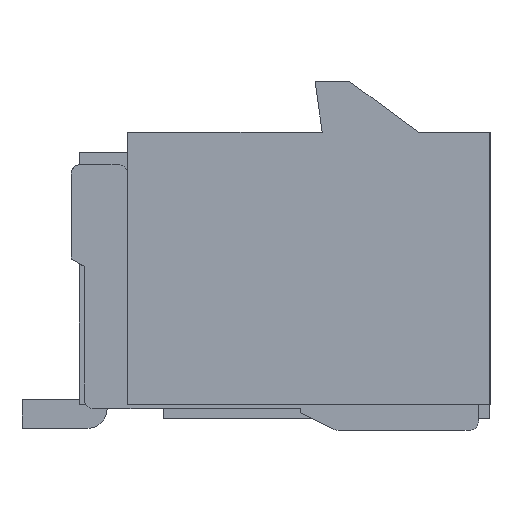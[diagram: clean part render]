
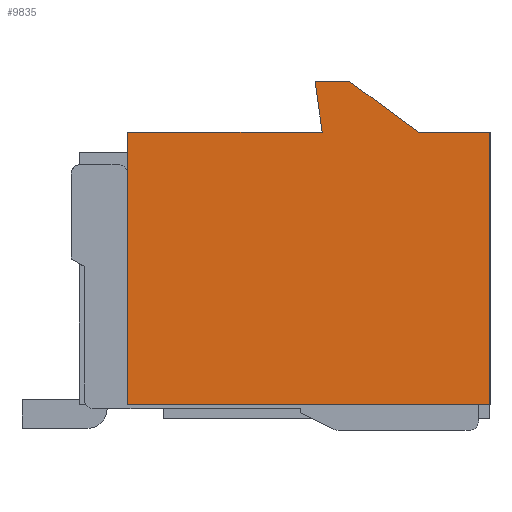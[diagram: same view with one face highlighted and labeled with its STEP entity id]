
A CAD part, left-side view. The second image highlights one B-rep face of the part: STEP entity #9835.
In plain terms, the highlighted planar face has unit normal (-1, 0, 0).
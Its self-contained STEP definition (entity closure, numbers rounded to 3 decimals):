
#911=FACE_OUTER_BOUND('',#1446,.T.);
#1446=EDGE_LOOP('',(#6770,#6771,#6772,#6773,#6774,#6775,#6776,#6777));
#2002=LINE('',#13228,#3136);
#2111=LINE('',#13682,#3245);
#2131=LINE('',#13724,#3265);
#2132=LINE('',#13725,#3266);
#2133=LINE('',#13726,#3267);
#2134=LINE('',#13728,#3268);
#2135=LINE('',#13730,#3269);
#2136=LINE('',#13731,#3270);
#3136=VECTOR('',#10968,1.);
#3245=VECTOR('',#11103,1.);
#3265=VECTOR('',#11133,1.);
#3266=VECTOR('',#11134,1.);
#3267=VECTOR('',#11135,1.);
#3268=VECTOR('',#11136,1.);
#3269=VECTOR('',#11137,1.);
#3270=VECTOR('',#11138,1.);
#4270=VERTEX_POINT('',#13225);
#4271=VERTEX_POINT('',#13227);
#4386=VERTEX_POINT('',#13679);
#4387=VERTEX_POINT('',#13681);
#4403=VERTEX_POINT('',#13722);
#4404=VERTEX_POINT('',#13723);
#4405=VERTEX_POINT('',#13727);
#4406=VERTEX_POINT('',#13729);
#5204=EDGE_CURVE('',#4271,#4270,#2002,.T.);
#5328=EDGE_CURVE('',#4386,#4387,#2111,.T.);
#5348=EDGE_CURVE('',#4403,#4404,#2131,.T.);
#5349=EDGE_CURVE('',#4271,#4403,#2132,.T.);
#5350=EDGE_CURVE('',#4387,#4270,#2133,.T.);
#5351=EDGE_CURVE('',#4386,#4405,#2134,.T.);
#5352=EDGE_CURVE('',#4405,#4406,#2135,.T.);
#5353=EDGE_CURVE('',#4406,#4404,#2136,.T.);
#6770=ORIENTED_EDGE('',*,*,#5348,.F.);
#6771=ORIENTED_EDGE('',*,*,#5349,.F.);
#6772=ORIENTED_EDGE('',*,*,#5204,.T.);
#6773=ORIENTED_EDGE('',*,*,#5350,.F.);
#6774=ORIENTED_EDGE('',*,*,#5328,.F.);
#6775=ORIENTED_EDGE('',*,*,#5351,.T.);
#6776=ORIENTED_EDGE('',*,*,#5352,.T.);
#6777=ORIENTED_EDGE('',*,*,#5353,.T.);
#9441=PLANE('',#10410);
#9835=ADVANCED_FACE('',(#911),#9441,.F.);
#10410=AXIS2_PLACEMENT_3D('',#13721,#11131,#11132);
#10968=DIRECTION('',(0.,-1.,0.));
#11103=DIRECTION('',(0.,-1.,0.));
#11131=DIRECTION('center_axis',(1.,0.,0.));
#11132=DIRECTION('ref_axis',(0.,1.,0.));
#11133=DIRECTION('',(0.,-1.,0.));
#11134=DIRECTION('',(0.,0.,1.));
#11135=DIRECTION('',(0.,0.,-1.));
#11136=DIRECTION('',(0.,0.806,0.592));
#11137=DIRECTION('',(0.,1.,0.));
#11138=DIRECTION('',(0.,-0.141,-0.99));
#13225=CARTESIAN_POINT('',(-4.,-2.7,0.272));
#13227=CARTESIAN_POINT('',(-4.,1.094,0.272));
#13228=CARTESIAN_POINT('',(-4.,1.6,0.272));
#13679=CARTESIAN_POINT('',(-4.,-1.953,3.122));
#13681=CARTESIAN_POINT('',(-4.,-2.7,3.122));
#13682=CARTESIAN_POINT('',(-4.,1.6,3.122));
#13721=CARTESIAN_POINT('Origin',(-4.,1.6,3.122));
#13722=CARTESIAN_POINT('',(-4.,1.094,3.122));
#13723=CARTESIAN_POINT('',(-4.,-0.944,3.122));
#13724=CARTESIAN_POINT('',(-4.,1.6,3.122));
#13725=CARTESIAN_POINT('',(-4.,1.094,0.122));
#13726=CARTESIAN_POINT('',(-4.,-2.7,3.122));
#13727=CARTESIAN_POINT('',(-4.,-1.231,3.652));
#13728=CARTESIAN_POINT('',(-4.,-1.953,3.122));
#13729=CARTESIAN_POINT('',(-4.,-0.868,3.652));
#13730=CARTESIAN_POINT('',(-4.,-1.231,3.652));
#13731=CARTESIAN_POINT('',(-4.,-0.868,3.652));
